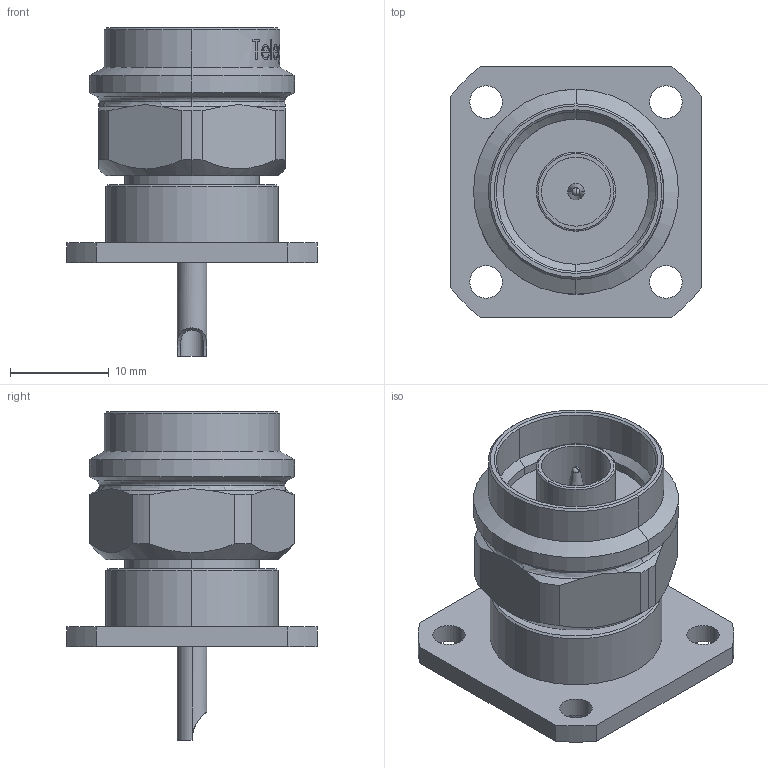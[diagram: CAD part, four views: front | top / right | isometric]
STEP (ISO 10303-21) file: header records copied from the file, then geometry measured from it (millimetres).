
FILE_DESCRIPTION (( 'STEP AP214' ), '1' );
FILE_NAME ('J01020D0032.STEP', '2016-06-13T13:22:33', ( '' ), ( '' ), 'SwSTEP 2.0', 'SolidWorks 2015', '' );
FILE_SCHEMA (( 'AUTOMOTIVE_DESIGN' ));
Length unit declared in the file: millimetre
Products named in the file (1): J01020D0032
Bounding box: 25.4 x 25.4 x 33.33 mm (x, y, z)
Volume: 6091.6 mm3; surface area: 3657.5 mm2
Topology: 1 solids, 1 shells, 253 faces, 647 edges, 420 vertices
Faces by surface type: bspline 83, plane 77, cylinder 60, cone 25, torus 6, sphere 2
Entity records: 18422 total; most frequent: CARTESIAN_POINT 10144, ORIENTED_EDGE 1290, DIRECTION 872, EDGE_CURVE 645, VERTEX_POINT 420, AXIS2_PLACEMENT_3D 345, B_SPLINE_CURVE_WITH_KNOTS 289, EDGE_LOOP 287
